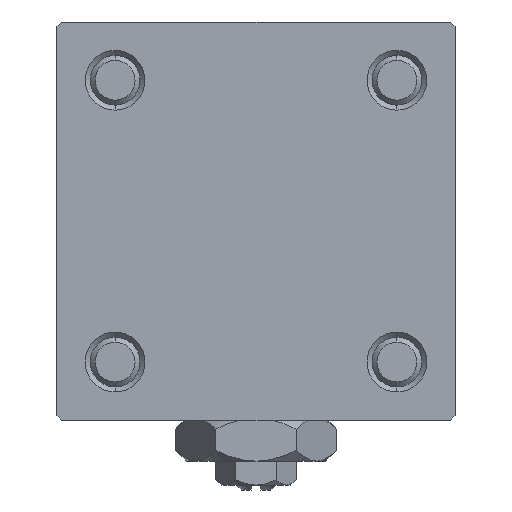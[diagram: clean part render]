
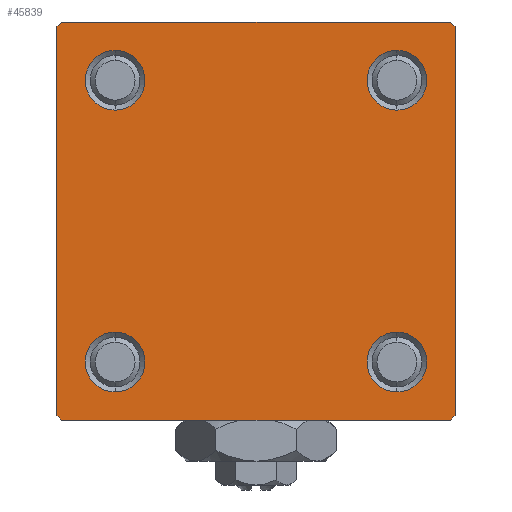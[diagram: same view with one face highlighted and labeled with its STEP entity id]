
A CAD part, left-side view. The second image highlights one B-rep face of the part: STEP entity #45839.
In plain terms, the highlighted planar face has unit normal (-1, 0, 0).
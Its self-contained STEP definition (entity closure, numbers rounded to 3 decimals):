
#133 = EDGE_CURVE ( 'NONE', #27395, #31708, #44363, .T. ) ;
#327 = ORIENTED_EDGE ( 'NONE', *, *, #10015, .T. ) ;
#571 = DIRECTION ( 'NONE',  ( 0., 0.707, -0.707 ) ) ;
#802 = PLANE ( 'NONE',  #9495 ) ;
#1045 = LINE ( 'NONE', #33311, #15043 ) ;
#1084 = ORIENTED_EDGE ( 'NONE', *, *, #6420, .T. ) ;
#1319 = DIRECTION ( 'NONE',  ( -1., 0., 0. ) ) ;
#1840 = CARTESIAN_POINT ( 'NONE',  ( 0., 0., 0. ) ) ;
#2475 = EDGE_CURVE ( 'NONE', #30243, #17486, #49583, .T. ) ;
#2911 = VERTEX_POINT ( 'NONE', #40641 ) ;
#3647 = DIRECTION ( 'NONE',  ( 0., 0.707, 0.707 ) ) ;
#3833 = AXIS2_PLACEMENT_3D ( 'NONE', #16641, #16119, #44103 ) ;
#4475 = DIRECTION ( 'NONE',  ( 1., 0., 0. ) ) ;
#4753 = ORIENTED_EDGE ( 'NONE', *, *, #2475, .T. ) ;
#4907 = EDGE_CURVE ( 'NONE', #10314, #9465, #42009, .T. ) ;
#4913 = CARTESIAN_POINT ( 'NONE',  ( 0., -19.5, -20. ) ) ;
#5044 = CARTESIAN_POINT ( 'NONE',  ( 0., 19.75, -19.75 ) ) ;
#5564 = LINE ( 'NONE', #5044, #19307 ) ;
#5683 = CARTESIAN_POINT ( 'NONE',  ( 0., 19.5, -20. ) ) ;
#5742 = DIRECTION ( 'NONE',  ( 1., 0., 0. ) ) ;
#5806 = EDGE_CURVE ( 'NONE', #23164, #35857, #43717, .T. ) ;
#6254 = DIRECTION ( 'NONE',  ( 0., 0., 1. ) ) ;
#6420 = EDGE_CURVE ( 'NONE', #12113, #20096, #42876, .T. ) ;
#6618 = CIRCLE ( 'NONE', #15919, 3. ) ;
#7606 = CARTESIAN_POINT ( 'NONE',  ( 0., 20., -19.5 ) ) ;
#9042 = DIRECTION ( 'NONE',  ( 0., 0., 1. ) ) ;
#9133 = ORIENTED_EDGE ( 'NONE', *, *, #13479, .T. ) ;
#9465 = VERTEX_POINT ( 'NONE', #9608 ) ;
#9495 = AXIS2_PLACEMENT_3D ( 'NONE', #1840, #1319, #38067 ) ;
#9513 = CARTESIAN_POINT ( 'NONE',  ( 0., -14.15, 17.15 ) ) ;
#9608 = CARTESIAN_POINT ( 'NONE',  ( 0., 14.15, -17.15 ) ) ;
#10015 = EDGE_CURVE ( 'NONE', #31708, #27395, #37449, .T. ) ;
#10042 = CARTESIAN_POINT ( 'NONE',  ( 0., -14.15, -11.15 ) ) ;
#10056 = DIRECTION ( 'NONE',  ( 0., -0.707, -0.707 ) ) ;
#10314 = VERTEX_POINT ( 'NONE', #13588 ) ;
#10362 = VECTOR ( 'NONE', #45495, 1000. ) ;
#11983 = CARTESIAN_POINT ( 'NONE',  ( 0., -20., -19.5 ) ) ;
#12113 = VERTEX_POINT ( 'NONE', #41674 ) ;
#12450 = DIRECTION ( 'NONE',  ( 1., 0., 0. ) ) ;
#13271 = CARTESIAN_POINT ( 'NONE',  ( 0., 14.15, 14.15 ) ) ;
#13479 = EDGE_CURVE ( 'NONE', #9465, #10314, #13927, .T. ) ;
#13588 = CARTESIAN_POINT ( 'NONE',  ( 0., 14.15, -11.15 ) ) ;
#13693 = DIRECTION ( 'NONE',  ( 0., 0., -1. ) ) ;
#13756 = FACE_BOUND ( 'NONE', #25834, .T. ) ;
#13927 = CIRCLE ( 'NONE', #34187, 3. ) ;
#14069 = CARTESIAN_POINT ( 'NONE',  ( 0., -20., 19.5 ) ) ;
#14662 = ORIENTED_EDGE ( 'NONE', *, *, #133, .T. ) ;
#14715 = EDGE_LOOP ( 'NONE', ( #4753, #19419, #20476, #51015, #48043, #39653, #29904, #20054 ) ) ;
#15019 = AXIS2_PLACEMENT_3D ( 'NONE', #50387, #5742, #6254 ) ;
#15043 = VECTOR ( 'NONE', #29607, 1000. ) ;
#15919 = AXIS2_PLACEMENT_3D ( 'NONE', #13271, #21207, #9042 ) ;
#16119 = DIRECTION ( 'NONE',  ( 1., 0., 0. ) ) ;
#16641 = CARTESIAN_POINT ( 'NONE',  ( 0., -14.15, 14.15 ) ) ;
#16990 = LINE ( 'NONE', #24936, #10362 ) ;
#17486 = VERTEX_POINT ( 'NONE', #7606 ) ;
#17791 = CARTESIAN_POINT ( 'NONE',  ( 0., 14.15, -14.15 ) ) ;
#17895 = DIRECTION ( 'NONE',  ( 0., 0., -1. ) ) ;
#18173 = VERTEX_POINT ( 'NONE', #11983 ) ;
#18303 = DIRECTION ( 'NONE',  ( 0., 0., 1. ) ) ;
#19307 = VECTOR ( 'NONE', #10056, 1000. ) ;
#19419 = ORIENTED_EDGE ( 'NONE', *, *, #29968, .T. ) ;
#19659 = CIRCLE ( 'NONE', #49178, 3. ) ;
#19831 = DIRECTION ( 'NONE',  ( 0., 0., 1. ) ) ;
#19975 = VECTOR ( 'NONE', #17895, 1000. ) ;
#20054 = ORIENTED_EDGE ( 'NONE', *, *, #49520, .T. ) ;
#20096 = VERTEX_POINT ( 'NONE', #10042 ) ;
#20348 = EDGE_LOOP ( 'NONE', ( #41830, #34339 ) ) ;
#20476 = ORIENTED_EDGE ( 'NONE', *, *, #5806, .T. ) ;
#21170 = FACE_BOUND ( 'NONE', #48930, .T. ) ;
#21207 = DIRECTION ( 'NONE',  ( 1., 0., 0. ) ) ;
#22108 = VECTOR ( 'NONE', #13693, 1000. ) ;
#23164 = VERTEX_POINT ( 'NONE', #5683 ) ;
#24640 = VERTEX_POINT ( 'NONE', #51779 ) ;
#24848 = VECTOR ( 'NONE', #571, 1000. ) ;
#24936 = CARTESIAN_POINT ( 'NONE',  ( 0., -19.75, -19.75 ) ) ;
#25459 = EDGE_CURVE ( 'NONE', #42250, #2911, #6618, .T. ) ;
#25834 = EDGE_LOOP ( 'NONE', ( #43363, #9133 ) ) ;
#26716 = EDGE_CURVE ( 'NONE', #20096, #12113, #27763, .T. ) ;
#27383 = EDGE_CURVE ( 'NONE', #41335, #24640, #1045, .T. ) ;
#27395 = VERTEX_POINT ( 'NONE', #9513 ) ;
#27758 = CARTESIAN_POINT ( 'NONE',  ( 0., -14.15, 14.15 ) ) ;
#27763 = CIRCLE ( 'NONE', #47172, 3. ) ;
#28440 = EDGE_LOOP ( 'NONE', ( #14662, #327 ) ) ;
#28572 = DIRECTION ( 'NONE',  ( 0., 0., 1. ) ) ;
#29021 = LINE ( 'NONE', #32212, #50671 ) ;
#29099 = FACE_BOUND ( 'NONE', #20348, .T. ) ;
#29356 = FACE_OUTER_BOUND ( 'NONE', #14715, .T. ) ;
#29513 = CARTESIAN_POINT ( 'NONE',  ( 0., 20., 20. ) ) ;
#29570 = DIRECTION ( 'NONE',  ( 0., 0., 1. ) ) ;
#29604 = CARTESIAN_POINT ( 'NONE',  ( 0., -14.15, -14.15 ) ) ;
#29607 = DIRECTION ( 'NONE',  ( 0., -1., 0. ) ) ;
#29904 = ORIENTED_EDGE ( 'NONE', *, *, #27383, .F. ) ;
#29968 = EDGE_CURVE ( 'NONE', #17486, #23164, #5564, .T. ) ;
#30243 = VERTEX_POINT ( 'NONE', #34826 ) ;
#31708 = VERTEX_POINT ( 'NONE', #48769 ) ;
#32212 = CARTESIAN_POINT ( 'NONE',  ( 0., -19.75, 19.75 ) ) ;
#32370 = CARTESIAN_POINT ( 'NONE',  ( 0., 20., -20. ) ) ;
#32384 = CARTESIAN_POINT ( 'NONE',  ( 0., 19.5, 20. ) ) ;
#33311 = CARTESIAN_POINT ( 'NONE',  ( 0., 20., 20. ) ) ;
#33609 = VECTOR ( 'NONE', #48478, 1000. ) ;
#33780 = LINE ( 'NONE', #49880, #22108 ) ;
#34187 = AXIS2_PLACEMENT_3D ( 'NONE', #17791, #49739, #18303 ) ;
#34339 = ORIENTED_EDGE ( 'NONE', *, *, #25459, .T. ) ;
#34772 = EDGE_CURVE ( 'NONE', #37908, #24640, #29021, .T. ) ;
#34826 = CARTESIAN_POINT ( 'NONE',  ( 0., 20., 19.5 ) ) ;
#35857 = VERTEX_POINT ( 'NONE', #4913 ) ;
#36073 = EDGE_CURVE ( 'NONE', #35857, #18173, #16990, .T. ) ;
#36748 = EDGE_CURVE ( 'NONE', #2911, #42250, #19659, .T. ) ;
#37424 = ORIENTED_EDGE ( 'NONE', *, *, #26716, .T. ) ;
#37449 = CIRCLE ( 'NONE', #47559, 3. ) ;
#37804 = FACE_BOUND ( 'NONE', #28440, .T. ) ;
#37908 = VERTEX_POINT ( 'NONE', #14069 ) ;
#38067 = DIRECTION ( 'NONE',  ( 0., 0., 1. ) ) ;
#39653 = ORIENTED_EDGE ( 'NONE', *, *, #34772, .T. ) ;
#40641 = CARTESIAN_POINT ( 'NONE',  ( 0., 14.15, 17.15 ) ) ;
#41269 = CARTESIAN_POINT ( 'NONE',  ( 0., 19.75, 19.75 ) ) ;
#41335 = VERTEX_POINT ( 'NONE', #32384 ) ;
#41674 = CARTESIAN_POINT ( 'NONE',  ( 0., -14.15, -17.15 ) ) ;
#41830 = ORIENTED_EDGE ( 'NONE', *, *, #36748, .T. ) ;
#42009 = CIRCLE ( 'NONE', #15019, 3. ) ;
#42250 = VERTEX_POINT ( 'NONE', #46379 ) ;
#42876 = CIRCLE ( 'NONE', #49629, 3. ) ;
#43363 = ORIENTED_EDGE ( 'NONE', *, *, #4907, .T. ) ;
#43684 = DIRECTION ( 'NONE',  ( 1., 0., 0. ) ) ;
#43717 = LINE ( 'NONE', #32370, #33609 ) ;
#43944 = DIRECTION ( 'NONE',  ( 0., 0., 1. ) ) ;
#44103 = DIRECTION ( 'NONE',  ( 0., 0., 1. ) ) ;
#44363 = CIRCLE ( 'NONE', #3833, 3. ) ;
#45288 = EDGE_CURVE ( 'NONE', #37908, #18173, #33780, .T. ) ;
#45495 = DIRECTION ( 'NONE',  ( 0., -0.707, 0.707 ) ) ;
#45839 = ADVANCED_FACE ( 'NONE', ( #37804, #21170, #13756, #29099, #29356 ), #802, .T. ) ;
#45935 = DIRECTION ( 'NONE',  ( 1., 0., 0. ) ) ;
#46379 = CARTESIAN_POINT ( 'NONE',  ( 0., 14.15, 11.15 ) ) ;
#47172 = AXIS2_PLACEMENT_3D ( 'NONE', #29604, #12450, #28572 ) ;
#47559 = AXIS2_PLACEMENT_3D ( 'NONE', #27758, #4475, #19831 ) ;
#48043 = ORIENTED_EDGE ( 'NONE', *, *, #45288, .F. ) ;
#48179 = CARTESIAN_POINT ( 'NONE',  ( 0., 14.15, 14.15 ) ) ;
#48478 = DIRECTION ( 'NONE',  ( 0., -1., 0. ) ) ;
#48689 = LINE ( 'NONE', #41269, #24848 ) ;
#48769 = CARTESIAN_POINT ( 'NONE',  ( 0., -14.15, 11.15 ) ) ;
#48930 = EDGE_LOOP ( 'NONE', ( #37424, #1084 ) ) ;
#49178 = AXIS2_PLACEMENT_3D ( 'NONE', #48179, #43684, #43944 ) ;
#49520 = EDGE_CURVE ( 'NONE', #41335, #30243, #48689, .T. ) ;
#49583 = LINE ( 'NONE', #29513, #19975 ) ;
#49629 = AXIS2_PLACEMENT_3D ( 'NONE', #49634, #45935, #29570 ) ;
#49634 = CARTESIAN_POINT ( 'NONE',  ( 0., -14.15, -14.15 ) ) ;
#49739 = DIRECTION ( 'NONE',  ( 1., 0., 0. ) ) ;
#49880 = CARTESIAN_POINT ( 'NONE',  ( 0., -20., 20. ) ) ;
#50387 = CARTESIAN_POINT ( 'NONE',  ( 0., 14.15, -14.15 ) ) ;
#50671 = VECTOR ( 'NONE', #3647, 1000. ) ;
#51015 = ORIENTED_EDGE ( 'NONE', *, *, #36073, .T. ) ;
#51779 = CARTESIAN_POINT ( 'NONE',  ( 0., -19.5, 20. ) ) ;
